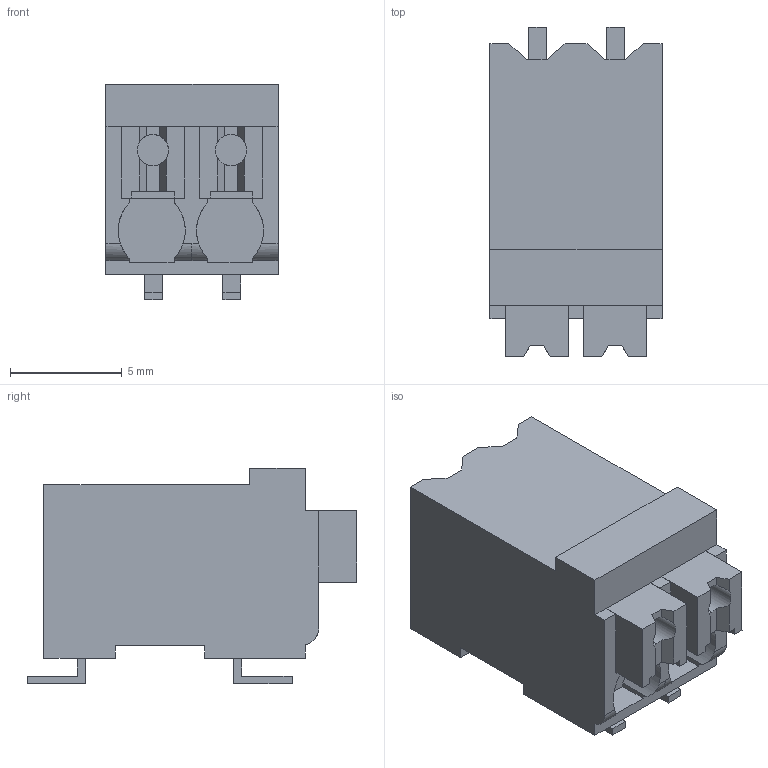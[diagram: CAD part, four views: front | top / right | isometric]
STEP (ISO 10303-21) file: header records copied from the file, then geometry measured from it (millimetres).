
FILE_DESCRIPTION(('CATIA V5 STEP Exchange','CAx-IF Rec.Pracs.--- Model Styling and Organization---1.2---2011-12-15'),'2;1');
FILE_NAME ('D1451768_0_1412410000_1412410000.stp','2018-03-24T15:55:19+00:00',('none'),('Weidmueller'),'CATIA Version 5-6 Release 2014','CATIA V5 STEP AP214','none');
FILE_SCHEMA(('AUTOMOTIVE_DESIGN { 1 0 10303 214 1 1 1 1 }'));
Length unit declared in the file: millimetre
Products named in the file (1): 1412410000
Bounding box: 7.7 x 14.75 x 9.65 mm (x, y, z)
Volume: 630.1 mm3; surface area: 801.6 mm2
Topology: 7 solids, 7 shells, 157 faces, 431 edges, 286 vertices
Faces by surface type: plane 145, cylinder 12
Entity records: 4705 total; most frequent: CARTESIAN_POINT 929, ORIENTED_EDGE 862, DIRECTION 615, EDGE_CURVE 431, VECTOR 388, LINE 388, VERTEX_POINT 286, EDGE_LOOP 159
